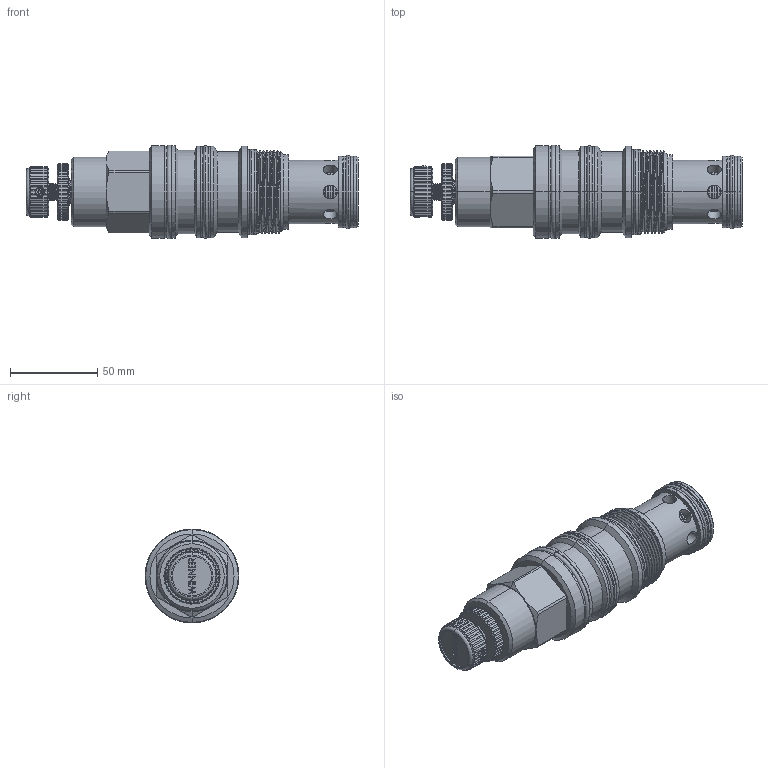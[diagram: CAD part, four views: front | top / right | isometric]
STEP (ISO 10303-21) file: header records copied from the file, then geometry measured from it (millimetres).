
FILE_DESCRIPTION (( 'STEP AP203' ), '1' );
FILE_NAME ('RV24A40-K.STEP', '2020-03-25T00:54:47', ( '' ), ( '' ), 'SwSTEP 2.0', 'SolidWorks 2018', '' );
FILE_SCHEMA (( 'CONFIG_CONTROL_DESIGN' ));
Products named in the file (1): RV24A40-K
Bounding box: 190.37 x 53.84 x 53.84 mm (x, y, z)
Volume: 259564.8 mm3; surface area: 52047.1 mm2
Topology: 14 solids, 14 shells, 1477 faces, 4145 edges, 2605 vertices
Faces by surface type: cylinder 968, plane 230, cone 112, torus 99, bspline 60, sphere 8
Entity records: 105406 total; most frequent: CARTESIAN_POINT 69843, ORIENTED_EDGE 8226, DIRECTION 6137, EDGE_CURVE 4113, VERTEX_POINT 2599, AXIS2_PLACEMENT_3D 2411, EDGE_LOOP 1912, B_SPLINE_CURVE_WITH_KNOTS 1612
